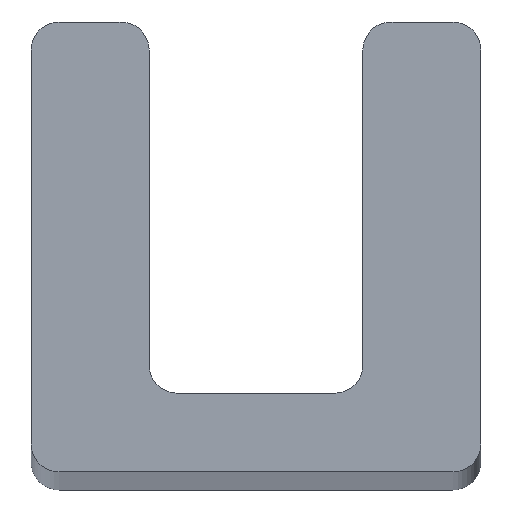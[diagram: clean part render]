
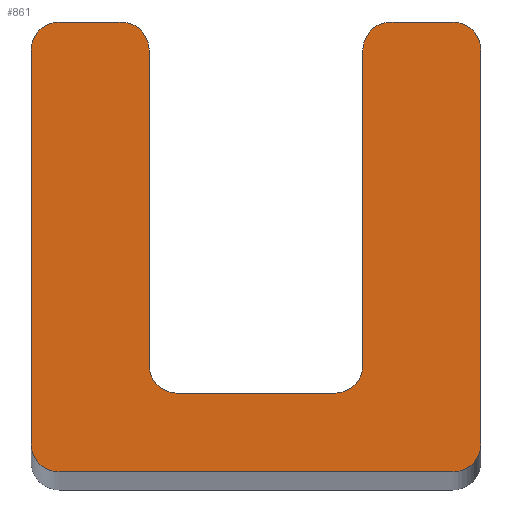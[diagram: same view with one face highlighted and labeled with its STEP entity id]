
A CAD part, top view. The second image highlights one B-rep face of the part: STEP entity #861.
In plain terms, the highlighted planar face has unit normal (0, 0, 1).
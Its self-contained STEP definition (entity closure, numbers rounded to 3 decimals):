
#8 = DIRECTION ( 'NONE',  ( 1., 0., 0. ) ) ;
#23 = LINE ( 'NONE', #383, #3264 ) ;
#64 = VECTOR ( 'NONE', #837, 1000. ) ;
#70 = CARTESIAN_POINT ( 'NONE',  ( 1.9, 7.5, 184. ) ) ;
#76 = DIRECTION ( 'NONE',  ( -1., 0., 0. ) ) ;
#105 = CIRCLE ( 'NONE', #2771, 0.5 ) ;
#141 = CARTESIAN_POINT ( 'NONE',  ( 1.4, 1.9, 184. ) ) ;
#157 = EDGE_LOOP ( 'NONE', ( #1390, #4069, #3476, #2227, #946, #2929, #2939, #1543, #1697, #268, #354, #275, #3022, #3430, #4062, #1716 ) ) ;
#173 = CARTESIAN_POINT ( 'NONE',  ( 1.9, 1.4, 184. ) ) ;
#174 = EDGE_CURVE ( 'NONE', #2413, #2860, #1003, .T. ) ;
#193 = CARTESIAN_POINT ( 'NONE',  ( -4., 8., 184. ) ) ;
#229 = LINE ( 'NONE', #3526, #3470 ) ;
#267 = LINE ( 'NONE', #1772, #64 ) ;
#268 = ORIENTED_EDGE ( 'NONE', *, *, #691, .T. ) ;
#269 = DIRECTION ( 'NONE',  ( 0., 0., 1. ) ) ;
#275 = ORIENTED_EDGE ( 'NONE', *, *, #3825, .T. ) ;
#282 = EDGE_CURVE ( 'NONE', #2966, #389, #2162, .T. ) ;
#285 = EDGE_CURVE ( 'NONE', #2860, #3794, #2265, .T. ) ;
#322 = VERTEX_POINT ( 'NONE', #2049 ) ;
#354 = ORIENTED_EDGE ( 'NONE', *, *, #1223, .T. ) ;
#383 = CARTESIAN_POINT ( 'NONE',  ( -1.62, 8., 184. ) ) ;
#389 = VERTEX_POINT ( 'NONE', #851 ) ;
#463 = DIRECTION ( 'NONE',  ( 1., 0., 0. ) ) ;
#498 = PLANE ( 'NONE',  #1639 ) ;
#535 = CARTESIAN_POINT ( 'NONE',  ( -1.4, 1.9, 184. ) ) ;
#547 = CARTESIAN_POINT ( 'NONE',  ( -3.5, 8., 184. ) ) ;
#580 = CARTESIAN_POINT ( 'NONE',  ( -1.4, 1.4, 184. ) ) ;
#691 = EDGE_CURVE ( 'NONE', #3899, #2448, #907, .T. ) ;
#722 = DIRECTION ( 'NONE',  ( 1., 0., 0. ) ) ;
#786 = DIRECTION ( 'NONE',  ( 0., -1., 0. ) ) ;
#793 = EDGE_CURVE ( 'NONE', #3728, #2966, #3928, .T. ) ;
#795 = CARTESIAN_POINT ( 'NONE',  ( 4., 8., 184. ) ) ;
#834 = CARTESIAN_POINT ( 'NONE',  ( -1.62, 8., 184. ) ) ;
#837 = DIRECTION ( 'NONE',  ( -1., 0., 0. ) ) ;
#851 = CARTESIAN_POINT ( 'NONE',  ( 1.9, 1.9, 184. ) ) ;
#854 = CARTESIAN_POINT ( 'NONE',  ( 3.5, 7.5, 184. ) ) ;
#861 = ADVANCED_FACE ( 'NONE', ( #952 ), #498, .T. ) ;
#873 = DIRECTION ( 'NONE',  ( 1., 0., 0. ) ) ;
#888 = AXIS2_PLACEMENT_3D ( 'NONE', #3764, #1895, #8 ) ;
#907 = CIRCLE ( 'NONE', #888, 0.5 ) ;
#945 = CARTESIAN_POINT ( 'NONE',  ( -1.9, 7.5, 184. ) ) ;
#946 = ORIENTED_EDGE ( 'NONE', *, *, #1193, .T. ) ;
#952 = FACE_OUTER_BOUND ( 'NONE', #157, .T. ) ;
#1003 = CIRCLE ( 'NONE', #3752, 0.5 ) ;
#1030 = CARTESIAN_POINT ( 'NONE',  ( -2.4, 7.5, 184. ) ) ;
#1038 = DIRECTION ( 'NONE',  ( 0., 1., 0. ) ) ;
#1065 = EDGE_CURVE ( 'NONE', #3792, #2413, #2849, .T. ) ;
#1103 = DIRECTION ( 'NONE',  ( 0., 1., 0. ) ) ;
#1104 = CARTESIAN_POINT ( 'NONE',  ( 2.4, 8., 184. ) ) ;
#1168 = DIRECTION ( 'NONE',  ( 1., 0., 0. ) ) ;
#1193 = EDGE_CURVE ( 'NONE', #2120, #3132, #3845, .T. ) ;
#1223 = EDGE_CURVE ( 'NONE', #2448, #322, #3660, .T. ) ;
#1311 = DIRECTION ( 'NONE',  ( 0., 0., 1. ) ) ;
#1332 = DIRECTION ( 'NONE',  ( 1., 0., 0. ) ) ;
#1348 = EDGE_CURVE ( 'NONE', #2136, #3728, #23, .T. ) ;
#1376 = EDGE_CURVE ( 'NONE', #3582, #3454, #1695, .T. ) ;
#1390 = ORIENTED_EDGE ( 'NONE', *, *, #1348, .T. ) ;
#1443 = DIRECTION ( 'NONE',  ( 0., 0., 1. ) ) ;
#1466 = CARTESIAN_POINT ( 'NONE',  ( -3.5, 0.5, 184. ) ) ;
#1473 = EDGE_CURVE ( 'NONE', #389, #2120, #2863, .T. ) ;
#1543 = ORIENTED_EDGE ( 'NONE', *, *, #1376, .T. ) ;
#1560 = EDGE_CURVE ( 'NONE', #3454, #3899, #267, .T. ) ;
#1639 = AXIS2_PLACEMENT_3D ( 'NONE', #834, #1443, #3640 ) ;
#1694 = AXIS2_PLACEMENT_3D ( 'NONE', #1030, #3221, #1332 ) ;
#1695 = CIRCLE ( 'NONE', #1694, 0.5 ) ;
#1697 = ORIENTED_EDGE ( 'NONE', *, *, #1560, .T. ) ;
#1716 = ORIENTED_EDGE ( 'NONE', *, *, #3390, .T. ) ;
#1772 = CARTESIAN_POINT ( 'NONE',  ( -1.62, 8., 184. ) ) ;
#1801 = DIRECTION ( 'NONE',  ( 1., 0., 0. ) ) ;
#1807 = VERTEX_POINT ( 'NONE', #1914 ) ;
#1857 = AXIS2_PLACEMENT_3D ( 'NONE', #1466, #3673, #1801 ) ;
#1895 = DIRECTION ( 'NONE',  ( 0., 0., 1. ) ) ;
#1914 = CARTESIAN_POINT ( 'NONE',  ( -1.9, 1.9, 184. ) ) ;
#2033 = CARTESIAN_POINT ( 'NONE',  ( 1.9, 8., 184. ) ) ;
#2049 = CARTESIAN_POINT ( 'NONE',  ( -4., 0.5, 184. ) ) ;
#2053 = AXIS2_PLACEMENT_3D ( 'NONE', #535, #2734, #873 ) ;
#2120 = VERTEX_POINT ( 'NONE', #3871 ) ;
#2136 = VERTEX_POINT ( 'NONE', #2639 ) ;
#2144 = CARTESIAN_POINT ( 'NONE',  ( 3.5, 0.5, 184. ) ) ;
#2162 = LINE ( 'NONE', #2033, #3929 ) ;
#2176 = VECTOR ( 'NONE', #3317, 1000. ) ;
#2227 = ORIENTED_EDGE ( 'NONE', *, *, #1473, .T. ) ;
#2236 = CARTESIAN_POINT ( 'NONE',  ( 3.5, 0., 184. ) ) ;
#2265 = LINE ( 'NONE', #795, #3738 ) ;
#2337 = DIRECTION ( 'NONE',  ( 0., 0., -1. ) ) ;
#2387 = CARTESIAN_POINT ( 'NONE',  ( -3.5, 0., 184. ) ) ;
#2393 = DIRECTION ( 'NONE',  ( 0., -1., 0. ) ) ;
#2413 = VERTEX_POINT ( 'NONE', #2236 ) ;
#2448 = VERTEX_POINT ( 'NONE', #3510 ) ;
#2464 = DIRECTION ( 'NONE',  ( 1., 0., 0. ) ) ;
#2520 = EDGE_CURVE ( 'NONE', #1807, #3582, #229, .T. ) ;
#2558 = AXIS2_PLACEMENT_3D ( 'NONE', #3191, #1311, #3512 ) ;
#2639 = CARTESIAN_POINT ( 'NONE',  ( 3.5, 8., 184. ) ) ;
#2659 = VECTOR ( 'NONE', #722, 1000. ) ;
#2704 = CARTESIAN_POINT ( 'NONE',  ( 4., 7.5, 184. ) ) ;
#2734 = DIRECTION ( 'NONE',  ( 0., 0., -1. ) ) ;
#2760 = CARTESIAN_POINT ( 'NONE',  ( -2.4, 8., 184. ) ) ;
#2771 = AXIS2_PLACEMENT_3D ( 'NONE', #854, #3037, #1168 ) ;
#2824 = VECTOR ( 'NONE', #2393, 1000. ) ;
#2849 = LINE ( 'NONE', #3844, #2659 ) ;
#2860 = VERTEX_POINT ( 'NONE', #3156 ) ;
#2863 = CIRCLE ( 'NONE', #4002, 0.5 ) ;
#2929 = ORIENTED_EDGE ( 'NONE', *, *, #3850, .T. ) ;
#2939 = ORIENTED_EDGE ( 'NONE', *, *, #2520, .T. ) ;
#2966 = VERTEX_POINT ( 'NONE', #70 ) ;
#3022 = ORIENTED_EDGE ( 'NONE', *, *, #1065, .T. ) ;
#3037 = DIRECTION ( 'NONE',  ( 0., 0., 1. ) ) ;
#3118 = CIRCLE ( 'NONE', #1857, 0.5 ) ;
#3132 = VERTEX_POINT ( 'NONE', #580 ) ;
#3156 = CARTESIAN_POINT ( 'NONE',  ( 4., 0.5, 184. ) ) ;
#3191 = CARTESIAN_POINT ( 'NONE',  ( 2.4, 7.5, 184. ) ) ;
#3221 = DIRECTION ( 'NONE',  ( 0., 0., 1. ) ) ;
#3264 = VECTOR ( 'NONE', #76, 1000. ) ;
#3317 = DIRECTION ( 'NONE',  ( -1., 0., 0. ) ) ;
#3390 = EDGE_CURVE ( 'NONE', #3794, #2136, #105, .T. ) ;
#3430 = ORIENTED_EDGE ( 'NONE', *, *, #174, .T. ) ;
#3454 = VERTEX_POINT ( 'NONE', #2760 ) ;
#3470 = VECTOR ( 'NONE', #1038, 1000. ) ;
#3476 = ORIENTED_EDGE ( 'NONE', *, *, #282, .T. ) ;
#3510 = CARTESIAN_POINT ( 'NONE',  ( -4., 7.5, 184. ) ) ;
#3512 = DIRECTION ( 'NONE',  ( 1., 0., 0. ) ) ;
#3526 = CARTESIAN_POINT ( 'NONE',  ( -1.9, 8., 184. ) ) ;
#3582 = VERTEX_POINT ( 'NONE', #945 ) ;
#3640 = DIRECTION ( 'NONE',  ( 1., 0., 0. ) ) ;
#3660 = LINE ( 'NONE', #193, #2824 ) ;
#3673 = DIRECTION ( 'NONE',  ( 0., 0., 1. ) ) ;
#3728 = VERTEX_POINT ( 'NONE', #1104 ) ;
#3738 = VECTOR ( 'NONE', #1103, 1000. ) ;
#3752 = AXIS2_PLACEMENT_3D ( 'NONE', #2144, #269, #2464 ) ;
#3764 = CARTESIAN_POINT ( 'NONE',  ( -3.5, 7.5, 184. ) ) ;
#3792 = VERTEX_POINT ( 'NONE', #2387 ) ;
#3794 = VERTEX_POINT ( 'NONE', #2704 ) ;
#3825 = EDGE_CURVE ( 'NONE', #322, #3792, #3118, .T. ) ;
#3844 = CARTESIAN_POINT ( 'NONE',  ( -4., 0., 184. ) ) ;
#3845 = LINE ( 'NONE', #173, #2176 ) ;
#3847 = CIRCLE ( 'NONE', #2053, 0.5 ) ;
#3850 = EDGE_CURVE ( 'NONE', #3132, #1807, #3847, .T. ) ;
#3871 = CARTESIAN_POINT ( 'NONE',  ( 1.4, 1.4, 184. ) ) ;
#3899 = VERTEX_POINT ( 'NONE', #547 ) ;
#3928 = CIRCLE ( 'NONE', #2558, 0.5 ) ;
#3929 = VECTOR ( 'NONE', #786, 1000. ) ;
#4002 = AXIS2_PLACEMENT_3D ( 'NONE', #141, #2337, #463 ) ;
#4062 = ORIENTED_EDGE ( 'NONE', *, *, #285, .T. ) ;
#4069 = ORIENTED_EDGE ( 'NONE', *, *, #793, .T. ) ;
